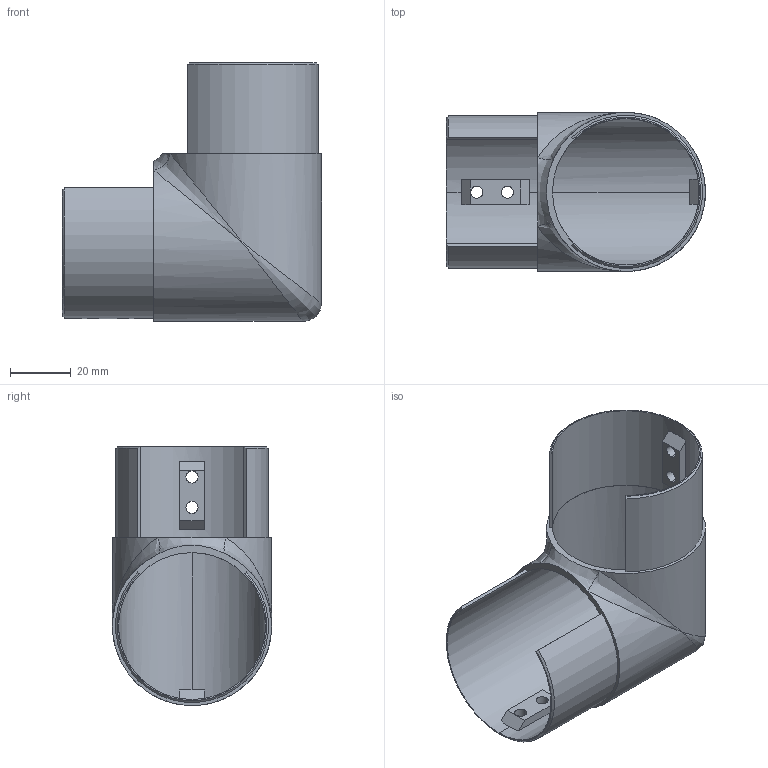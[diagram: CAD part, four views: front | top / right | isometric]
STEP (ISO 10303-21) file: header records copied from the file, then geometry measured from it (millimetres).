
FILE_DESCRIPTION (( 'STEP AP203' ), '1' );
FILE_NAME ('3D_GN6004_48.3x1.5_188461130.STEP', '2024-09-23T13:26:14', ( '' ), ( '' ), 'SwSTEP 2.0', 'SolidWorks 2024', '' );
FILE_SCHEMA (( 'CONFIG_CONTROL_DESIGN' ));
Length unit declared in the file: millimetre
Products named in the file (1): 3D_GN6004_48.3x1.5_188461130
Bounding box: 85.15 x 52.3 x 85.09 mm (x, y, z)
Volume: 25965 mm3; surface area: 33374.9 mm2
Topology: 2 solids, 2 shells, 47 faces, 122 edges, 76 vertices
Faces by surface type: plane 23, cylinder 18, bspline 4, cone 2
Entity records: 1986 total; most frequent: CARTESIAN_POINT 816, ORIENTED_EDGE 236, DIRECTION 214, EDGE_CURVE 118, AXIS2_PLACEMENT_3D 78, VERTEX_POINT 76, LINE 58, EDGE_LOOP 58
